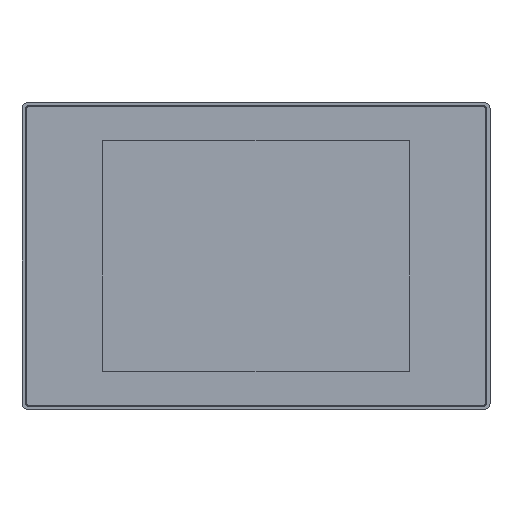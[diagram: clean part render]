
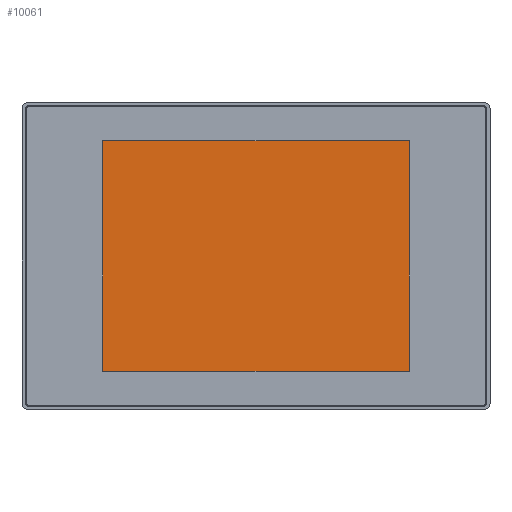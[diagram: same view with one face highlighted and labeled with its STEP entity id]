
A CAD part, top view. The second image highlights one B-rep face of the part: STEP entity #10061.
In plain terms, the highlighted face is planar.
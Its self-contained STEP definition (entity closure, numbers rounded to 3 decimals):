
#6376=FACE_OUTER_BOUND('',#13096,.T.);
#10061=ADVANCED_FACE('',(#6376),#11551,.F.);
#11551=PLANE('',#32990);
#13096=EDGE_LOOP('',(#16191,#16192,#16193,#16194));
#16191=ORIENTED_EDGE('',*,*,#25624,.T.);
#16192=ORIENTED_EDGE('',*,*,#25625,.T.);
#16193=ORIENTED_EDGE('',*,*,#25626,.T.);
#16194=ORIENTED_EDGE('',*,*,#25627,.T.);
#22793=VERTEX_POINT('',#42734);
#22794=VERTEX_POINT('',#42735);
#22795=VERTEX_POINT('',#42737);
#22796=VERTEX_POINT('',#42739);
#25624=EDGE_CURVE('',#22793,#22794,#29139,.T.);
#25625=EDGE_CURVE('',#22794,#22795,#29140,.T.);
#25626=EDGE_CURVE('',#22795,#22796,#29141,.T.);
#25627=EDGE_CURVE('',#22796,#22793,#29142,.T.);
#29139=LINE('',#42733,#30991);
#29140=LINE('',#42736,#30992);
#29141=LINE('',#42738,#30993);
#29142=LINE('',#42740,#30994);
#30991=VECTOR('',#35901,1.);
#30992=VECTOR('',#35902,1.);
#30993=VECTOR('',#35903,1.);
#30994=VECTOR('',#35904,1.);
#32990=AXIS2_PLACEMENT_3D('',#42741,#35905,#35906);
#35901=DIRECTION('',(0.,0.,-1.));
#35902=DIRECTION('',(1.,0.,0.));
#35903=DIRECTION('',(0.,0.,1.));
#35904=DIRECTION('',(-1.,0.,0.));
#35905=DIRECTION('',(0.,1.,0.));
#35906=DIRECTION('',(0.,0.,1.));
#42733=CARTESIAN_POINT('',(-152.6,-33.89,-76.3));
#42734=CARTESIAN_POINT('',(-152.6,-33.89,152.8));
#42735=CARTESIAN_POINT('',(-152.6,-33.89,-76.3));
#42736=CARTESIAN_POINT('',(152.6,-33.89,-76.3));
#42737=CARTESIAN_POINT('',(152.6,-33.89,-76.3));
#42738=CARTESIAN_POINT('',(152.6,-33.89,152.8));
#42739=CARTESIAN_POINT('',(152.6,-33.89,152.8));
#42740=CARTESIAN_POINT('',(-152.6,-33.89,152.8));
#42741=CARTESIAN_POINT('',(0.,-33.89,0.));
